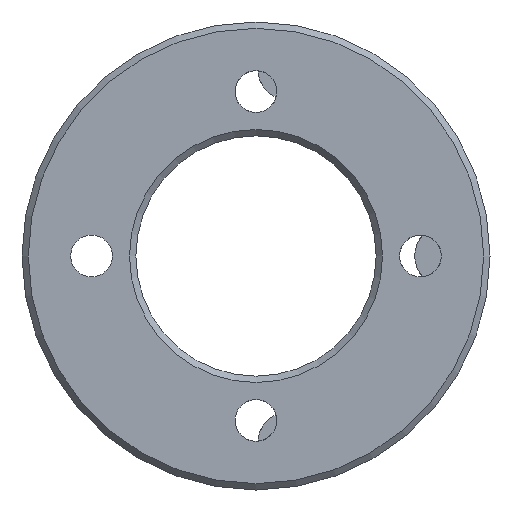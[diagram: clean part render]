
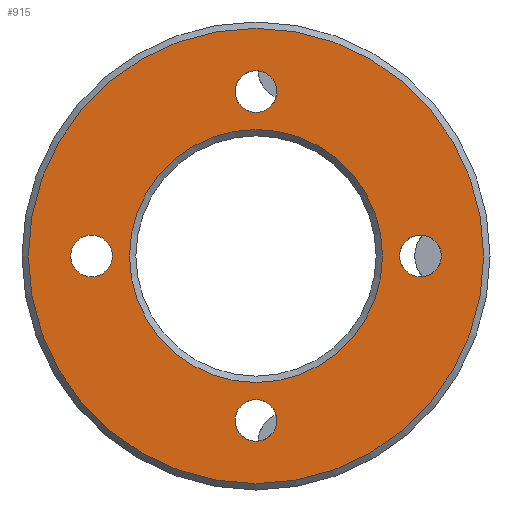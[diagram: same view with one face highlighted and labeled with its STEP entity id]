
A CAD part, front view. The second image highlights one B-rep face of the part: STEP entity #915.
In plain terms, the highlighted planar face has unit normal (0, -1, 0).
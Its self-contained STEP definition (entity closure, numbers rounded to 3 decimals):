
#19=FACE_BOUND('',#131,.T.);
#20=FACE_BOUND('',#132,.T.);
#21=FACE_BOUND('',#133,.T.);
#22=FACE_BOUND('',#134,.T.);
#23=FACE_BOUND('',#135,.T.);
#27=PLANE('',#1029);
#78=FACE_OUTER_BOUND('',#130,.T.);
#130=EDGE_LOOP('',(#668));
#131=EDGE_LOOP('',(#669));
#132=EDGE_LOOP('',(#670));
#133=EDGE_LOOP('',(#671));
#134=EDGE_LOOP('',(#672));
#135=EDGE_LOOP('',(#673));
#315=CIRCLE('',#1027,10.);
#317=CIRCLE('',#1030,18.);
#318=CIRCLE('',#1031,1.65);
#319=CIRCLE('',#1032,1.65);
#320=CIRCLE('',#1033,1.65);
#321=CIRCLE('',#1034,1.65);
#416=VERTEX_POINT('',#1574);
#418=VERTEX_POINT('',#1580);
#419=VERTEX_POINT('',#1582);
#420=VERTEX_POINT('',#1584);
#421=VERTEX_POINT('',#1586);
#422=VERTEX_POINT('',#1588);
#513=EDGE_CURVE('',#416,#416,#315,.T.);
#516=EDGE_CURVE('',#418,#418,#317,.T.);
#517=EDGE_CURVE('',#419,#419,#318,.T.);
#518=EDGE_CURVE('',#420,#420,#319,.T.);
#519=EDGE_CURVE('',#421,#421,#320,.T.);
#520=EDGE_CURVE('',#422,#422,#321,.T.);
#668=ORIENTED_EDGE('',*,*,#516,.F.);
#669=ORIENTED_EDGE('',*,*,#517,.T.);
#670=ORIENTED_EDGE('',*,*,#518,.T.);
#671=ORIENTED_EDGE('',*,*,#519,.T.);
#672=ORIENTED_EDGE('',*,*,#520,.T.);
#673=ORIENTED_EDGE('',*,*,#513,.F.);
#915=ADVANCED_FACE('',(#78,#19,#20,#21,#22,#23),#27,.F.);
#1027=AXIS2_PLACEMENT_3D('',#1575,#1228,#1229);
#1029=AXIS2_PLACEMENT_3D('',#1579,#1233,#1234);
#1030=AXIS2_PLACEMENT_3D('',#1581,#1235,#1236);
#1031=AXIS2_PLACEMENT_3D('',#1583,#1237,#1238);
#1032=AXIS2_PLACEMENT_3D('',#1585,#1239,#1240);
#1033=AXIS2_PLACEMENT_3D('',#1587,#1241,#1242);
#1034=AXIS2_PLACEMENT_3D('',#1589,#1243,#1244);
#1228=DIRECTION('center_axis',(0.,-1.,0.));
#1229=DIRECTION('ref_axis',(1.,0.,0.));
#1233=DIRECTION('center_axis',(0.,1.,0.));
#1234=DIRECTION('ref_axis',(0.,0.,1.));
#1235=DIRECTION('center_axis',(0.,1.,0.));
#1236=DIRECTION('ref_axis',(1.,0.,0.));
#1237=DIRECTION('center_axis',(0.,1.,0.));
#1238=DIRECTION('ref_axis',(0.,0.,-1.));
#1239=DIRECTION('center_axis',(0.,1.,0.));
#1240=DIRECTION('ref_axis',(-1.,0.,0.));
#1241=DIRECTION('center_axis',(0.,1.,0.));
#1242=DIRECTION('ref_axis',(0.,0.,1.));
#1243=DIRECTION('center_axis',(0.,1.,0.));
#1244=DIRECTION('ref_axis',(1.,0.,0.));
#1574=CARTESIAN_POINT('',(-10.,0.,0.));
#1575=CARTESIAN_POINT('Origin',(0.,0.,0.));
#1579=CARTESIAN_POINT('Origin',(0.,0.,0.));
#1580=CARTESIAN_POINT('',(-18.,0.,0.));
#1581=CARTESIAN_POINT('Origin',(0.,0.,0.));
#1582=CARTESIAN_POINT('',(-13.,0.,1.65));
#1583=CARTESIAN_POINT('Origin',(-13.,0.,0.));
#1584=CARTESIAN_POINT('',(1.65,0.,13.));
#1585=CARTESIAN_POINT('Origin',(0.,0.,13.));
#1586=CARTESIAN_POINT('',(13.,0.,-1.65));
#1587=CARTESIAN_POINT('Origin',(13.,0.,0.));
#1588=CARTESIAN_POINT('',(-1.65,0.,-13.));
#1589=CARTESIAN_POINT('Origin',(0.,0.,-13.));
